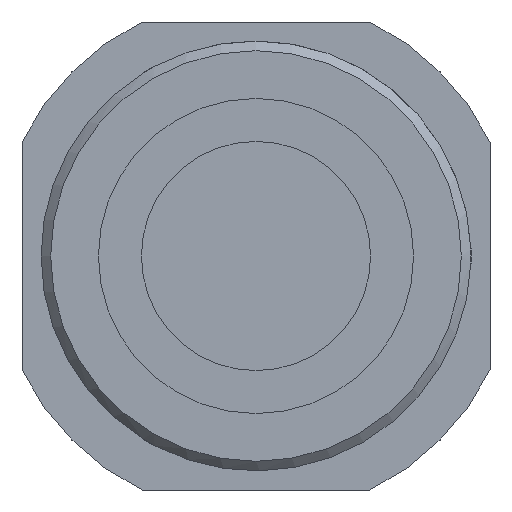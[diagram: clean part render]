
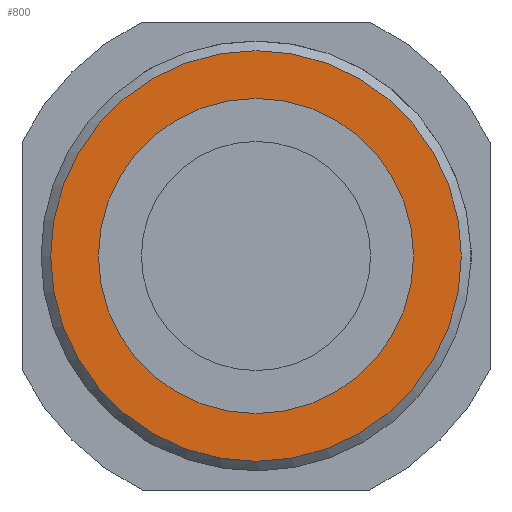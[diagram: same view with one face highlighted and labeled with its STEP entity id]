
A CAD part, front view. The second image highlights one B-rep face of the part: STEP entity #800.
In plain terms, the highlighted planar face has unit normal (0, -1, 0).
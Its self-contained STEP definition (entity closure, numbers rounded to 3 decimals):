
#46=PLANE('',#892);
#92=CIRCLE('',#891,33.);
#93=CIRCLE('',#893,43.);
#192=ORIENTED_EDGE('',*,*,#401,.F.);
#193=ORIENTED_EDGE('',*,*,#400,.T.);
#400=EDGE_CURVE('',#500,#500,#92,.T.);
#401=EDGE_CURVE('',#501,#501,#93,.T.);
#500=VERTEX_POINT('',#1379);
#501=VERTEX_POINT('',#1382);
#655=EDGE_LOOP('',(#192));
#656=EDGE_LOOP('',(#193));
#720=FACE_BOUND('',#655,.T.);
#721=FACE_BOUND('',#656,.T.);
#800=ADVANCED_FACE('',(#720,#721),#46,.F.);
#891=AXIS2_PLACEMENT_3D('',#1378,#1065,#1066);
#892=AXIS2_PLACEMENT_3D('',#1380,#1067,#1068);
#893=AXIS2_PLACEMENT_3D('',#1381,#1069,#1070);
#1065=DIRECTION('',(0.,1.,0.));
#1066=DIRECTION('',(0.,0.,1.));
#1067=DIRECTION('',(0.,1.,0.));
#1068=DIRECTION('',(0.,0.,1.));
#1069=DIRECTION('',(0.,1.,0.));
#1070=DIRECTION('',(0.,0.,1.));
#1378=CARTESIAN_POINT('',(0.,0.,0.));
#1379=CARTESIAN_POINT('',(0.,0.,33.));
#1380=CARTESIAN_POINT('',(-33.,0.,0.));
#1381=CARTESIAN_POINT('',(0.,0.,0.));
#1382=CARTESIAN_POINT('',(0.,0.,43.));
